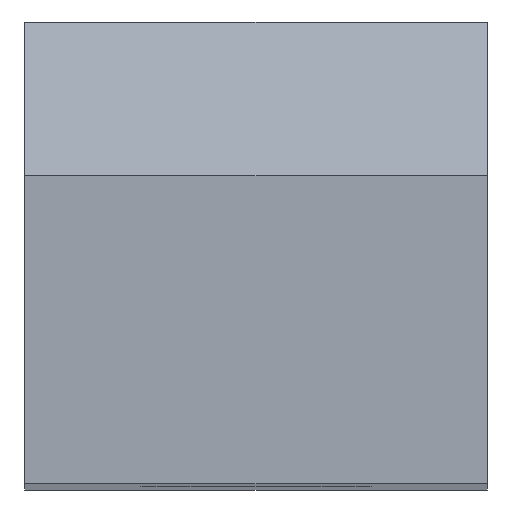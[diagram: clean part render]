
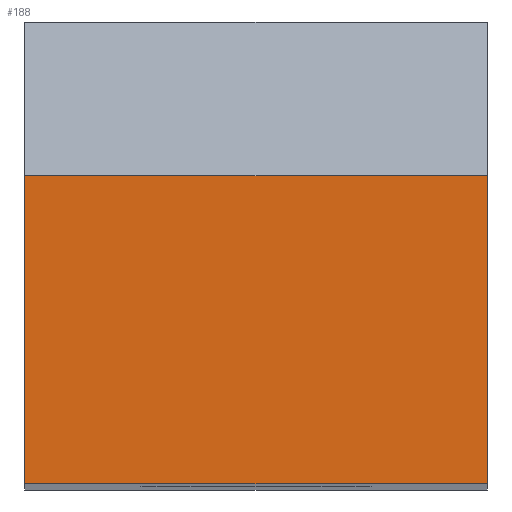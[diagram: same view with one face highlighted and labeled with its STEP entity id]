
A CAD part, top view. The second image highlights one B-rep face of the part: STEP entity #188.
In plain terms, the highlighted planar face has unit normal (0, 0, 1).
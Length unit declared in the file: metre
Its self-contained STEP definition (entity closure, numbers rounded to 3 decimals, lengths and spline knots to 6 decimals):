
#50=ORIENTED_EDGE('',*,*,#85,.T.);
#51=ORIENTED_EDGE('',*,*,#90,.T.);
#52=ORIENTED_EDGE('',*,*,#74,.T.);
#53=ORIENTED_EDGE('',*,*,#80,.T.);
#74=EDGE_CURVE('',#97,#96,#112,.T.);
#80=EDGE_CURVE('',#96,#101,#116,.T.);
#85=EDGE_CURVE('',#101,#105,#121,.T.);
#90=EDGE_CURVE('',#105,#97,#124,.T.);
#96=VERTEX_POINT('',#279);
#97=VERTEX_POINT('',#281);
#101=VERTEX_POINT('',#291);
#105=VERTEX_POINT('',#301);
#112=LINE('',#280,#130);
#116=LINE('',#292,#134);
#121=LINE('',#302,#139);
#124=LINE('',#311,#142);
#130=VECTOR('',#229,1.);
#134=VECTOR('',#239,1.);
#139=VECTOR('',#246,1.);
#142=VECTOR('',#257,1.);
#152=EDGE_LOOP('',(#50,#51,#52,#53));
#168=FACE_BOUND('',#152,.T.);
#180=PLANE('',#215);
#188=ADVANCED_FACE('',(#168),#180,.F.);
#215=AXIS2_PLACEMENT_3D('',#310,#255,#256);
#229=DIRECTION('',(0.,-1.,0.));
#239=DIRECTION('',(1.,0.,0.));
#246=DIRECTION('',(0.,1.,0.));
#255=DIRECTION('',(0.,0.,-1.));
#256=DIRECTION('',(-1.,0.,0.));
#257=DIRECTION('',(-1.,0.,0.));
#279=CARTESIAN_POINT('',(0.,0.,0.046));
#280=CARTESIAN_POINT('',(0.,0.,0.046));
#281=CARTESIAN_POINT('',(0.,0.004,0.046));
#291=CARTESIAN_POINT('',(0.006,0.,0.046));
#292=CARTESIAN_POINT('',(0.,0.,0.046));
#301=CARTESIAN_POINT('',(0.006,0.004,0.046));
#302=CARTESIAN_POINT('',(0.006,0.,0.046));
#310=CARTESIAN_POINT('',(0.,0.,0.046));
#311=CARTESIAN_POINT('',(0.,0.004,0.046));
